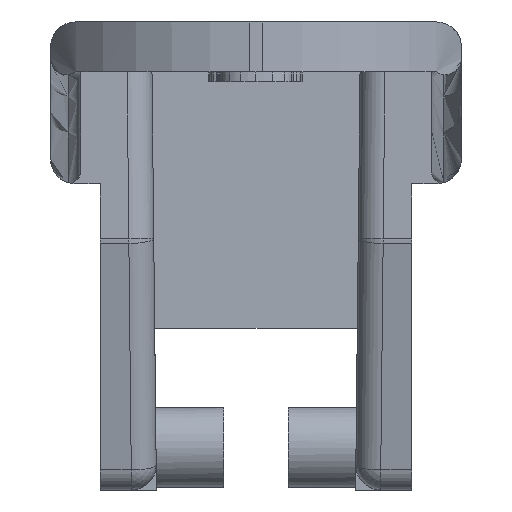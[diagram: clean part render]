
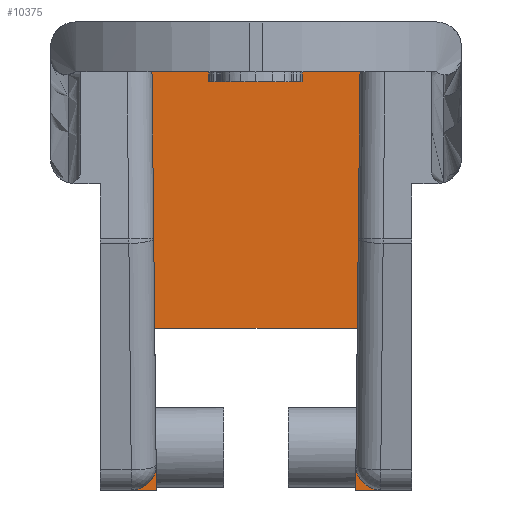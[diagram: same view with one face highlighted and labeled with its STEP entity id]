
A CAD part, front view. The second image highlights one B-rep face of the part: STEP entity #10375.
In plain terms, the highlighted planar face has unit normal (0, -1, 0).
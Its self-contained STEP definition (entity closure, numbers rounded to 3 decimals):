
#1433=PLANE('',#10588);
#1997=FACE_OUTER_BOUND('',#2587,.T.);
#2587=EDGE_LOOP('',(#9721,#9722,#9723,#9724,#9725,#9726,#9727,#9728,#9729,
#9730));
#2688=LINE('',#12754,#3344);
#3210=LINE('',#22034,#3866);
#3215=LINE('',#22050,#3871);
#3225=LINE('',#22074,#3881);
#3229=LINE('',#22091,#3885);
#3256=LINE('',#22213,#3912);
#3257=LINE('',#22215,#3913);
#3258=LINE('',#22216,#3914);
#3344=VECTOR('',#10739,10.);
#3866=VECTOR('',#11457,10.);
#3871=VECTOR('',#11478,10.);
#3881=VECTOR('',#11502,10.);
#3885=VECTOR('',#11524,10.);
#3912=VECTOR('',#11623,10.);
#3913=VECTOR('',#11624,10.);
#3914=VECTOR('',#11625,10.);
#3959=CIRCLE('',#10530,1.);
#3966=CIRCLE('',#10548,1.);
#4109=VERTEX_POINT('',#12751);
#4110=VERTEX_POINT('',#12753);
#4988=VERTEX_POINT('',#22033);
#4989=VERTEX_POINT('',#22037);
#4991=VERTEX_POINT('',#22049);
#4998=VERTEX_POINT('',#22072);
#5000=VERTEX_POINT('',#22082);
#5002=VERTEX_POINT('',#22090);
#5021=VERTEX_POINT('',#22212);
#5022=VERTEX_POINT('',#22214);
#5207=EDGE_CURVE('',#4110,#4109,#2688,.T.);
#6528=EDGE_CURVE('',#4110,#4988,#3210,.T.);
#6530=EDGE_CURVE('',#4989,#4988,#3959,.T.);
#6536=EDGE_CURVE('',#4991,#4989,#3215,.T.);
#6549=EDGE_CURVE('',#4998,#4109,#3225,.T.);
#6553=EDGE_CURVE('',#5000,#4998,#3966,.F.);
#6557=EDGE_CURVE('',#5000,#5002,#3229,.T.);
#6600=EDGE_CURVE('',#5002,#5021,#3256,.T.);
#6601=EDGE_CURVE('',#5021,#5022,#3257,.T.);
#6602=EDGE_CURVE('',#5022,#4991,#3258,.T.);
#9721=ORIENTED_EDGE('',*,*,#5207,.T.);
#9722=ORIENTED_EDGE('',*,*,#6549,.F.);
#9723=ORIENTED_EDGE('',*,*,#6553,.F.);
#9724=ORIENTED_EDGE('',*,*,#6557,.T.);
#9725=ORIENTED_EDGE('',*,*,#6600,.T.);
#9726=ORIENTED_EDGE('',*,*,#6601,.T.);
#9727=ORIENTED_EDGE('',*,*,#6602,.T.);
#9728=ORIENTED_EDGE('',*,*,#6536,.T.);
#9729=ORIENTED_EDGE('',*,*,#6530,.T.);
#9730=ORIENTED_EDGE('',*,*,#6528,.F.);
#10375=ADVANCED_FACE('',(#1997),#1433,.F.);
#10530=AXIS2_PLACEMENT_3D('',#22038,#11461,#11462);
#10548=AXIS2_PLACEMENT_3D('',#22083,#11513,#11514);
#10588=AXIS2_PLACEMENT_3D('',#22211,#11621,#11622);
#10739=DIRECTION('',(-1.,0.,0.));
#11457=DIRECTION('',(-0.011,0.,-1.));
#11461=DIRECTION('center_axis',(0.,1.,0.));
#11462=DIRECTION('ref_axis',(-0.711,0.,-0.703));
#11478=DIRECTION('',(1.,0.,0.));
#11502=DIRECTION('',(-0.011,0.,1.));
#11513=DIRECTION('center_axis',(0.,1.,0.));
#11514=DIRECTION('ref_axis',(0.711,0.,-0.703));
#11524=DIRECTION('',(1.,0.,0.));
#11621=DIRECTION('center_axis',(0.,1.,0.));
#11622=DIRECTION('ref_axis',(0.,0.,1.));
#11623=DIRECTION('',(-0.01,0.,1.));
#11624=DIRECTION('',(1.,0.,0.));
#11625=DIRECTION('',(-0.01,0.,-1.));
#12751=CARTESIAN_POINT('',(2.071,6.,16.8));
#12753=CARTESIAN_POINT('',(10.429,6.,16.8));
#12754=CARTESIAN_POINT('',(4.161,6.,16.8));
#22033=CARTESIAN_POINT('',(10.261,6.,1.011));
#22034=CARTESIAN_POINT('',(10.45,6.,18.8));
#22037=CARTESIAN_POINT('',(11.261,6.,0.));
#22038=CARTESIAN_POINT('Origin',(11.261,6.,1.));
#22049=CARTESIAN_POINT('',(10.25,6.,0.));
#22050=CARTESIAN_POINT('',(6.25,6.,0.));
#22072=CARTESIAN_POINT('',(2.239,6.,1.011));
#22074=CARTESIAN_POINT('',(2.05,6.,18.8));
#22082=CARTESIAN_POINT('',(1.239,6.,0.));
#22083=CARTESIAN_POINT('Origin',(1.239,6.,1.));
#22090=CARTESIAN_POINT('',(2.25,6.,0.));
#22091=CARTESIAN_POINT('',(6.25,6.,0.));
#22211=CARTESIAN_POINT('Origin',(6.25,6.,9.4));
#22212=CARTESIAN_POINT('',(2.182,6.,6.5));
#22213=CARTESIAN_POINT('',(2.201,6.,4.679));
#22214=CARTESIAN_POINT('',(10.318,6.,6.5));
#22215=CARTESIAN_POINT('',(6.25,6.,6.5));
#22216=CARTESIAN_POINT('',(10.299,6.,4.679));
